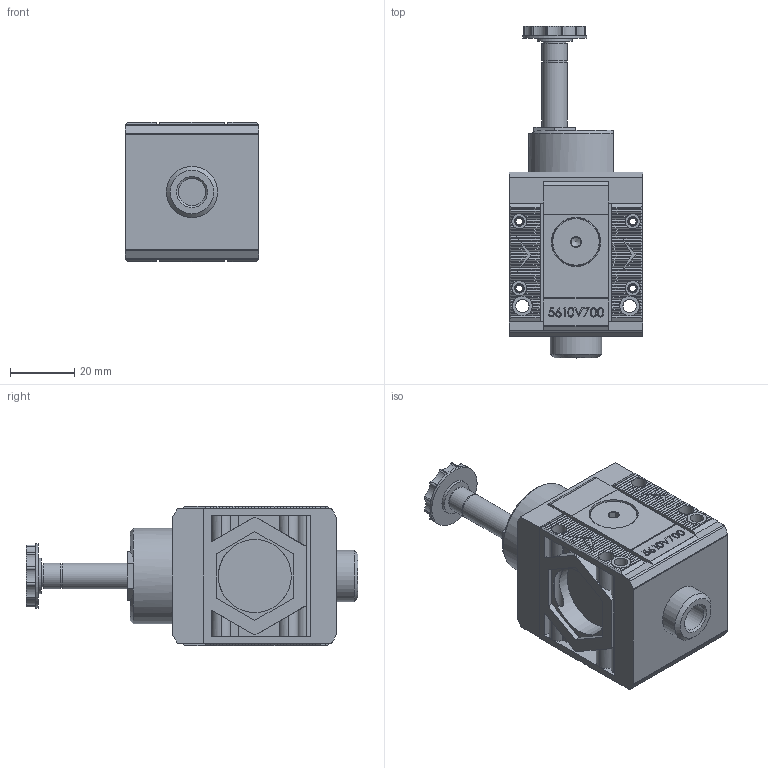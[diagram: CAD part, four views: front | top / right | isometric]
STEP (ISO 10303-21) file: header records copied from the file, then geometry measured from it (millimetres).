
FILE_DESCRIPTION(/* description */ ('Alibre Inc.'),/* implementation_level */ '2;1');
FILE_NAME(/* name */ 'export-31460437-E2BB-4D94-895C-F14724462583',/* time_stamp */ '2022-06-14T11:45:31+02:00',/* author */ (''),/* organization */ (''),/* preprocessor_version */ 'ST-DEVELOPER v17',/* originating_system */ 'Alibre',/* authorisation */ '');
FILE_SCHEMA (('AUTOMOTIVE_DESIGN'));
Length unit declared in the file: millimetre
Products named in the file (6): _SC_BODY_310; _SC_SHUTT_OF_VALVE_Size 170; _SC_FLANGE_3; _SC_PLUGSize 1; _5610V700_CODE_PLATE; 5610V700
Bounding box: 41.8 x 103.65 x 43.6 mm (x, y, z)
Volume: 93552.6 mm3; surface area: 30034.9 mm2
Topology: 7 solids, 7 shells, 1171 faces, 3139 edges, 2033 vertices
Faces by surface type: plane 803, cylinder 316, cone 46, torus 6
Full cylindrical faces by diameter (mm): 2.113 x4, 3 x8, 4.2 x2, 4.7 x4, 6 x1, 6.3 x1, 7 x1, 7.6 x1, 7.94 x2, 8 x1, 8.566 x5, 9.728 x2, 11 x1, 15 x2, 15.3 x2, 16 x1, 20 x1, 22.8 x2, 29.7 x2, 31.3 x1, 32 x1
Entity records: 32699 total; most frequent: CARTESIAN_POINT 6260, ORIENTED_EDGE 5464, DIRECTION 4682, EDGE_CURVE 2732, VECTOR 1993, LINE 1993, VERTEX_POINT 1771, AXIS2_PLACEMENT_3D 1717
